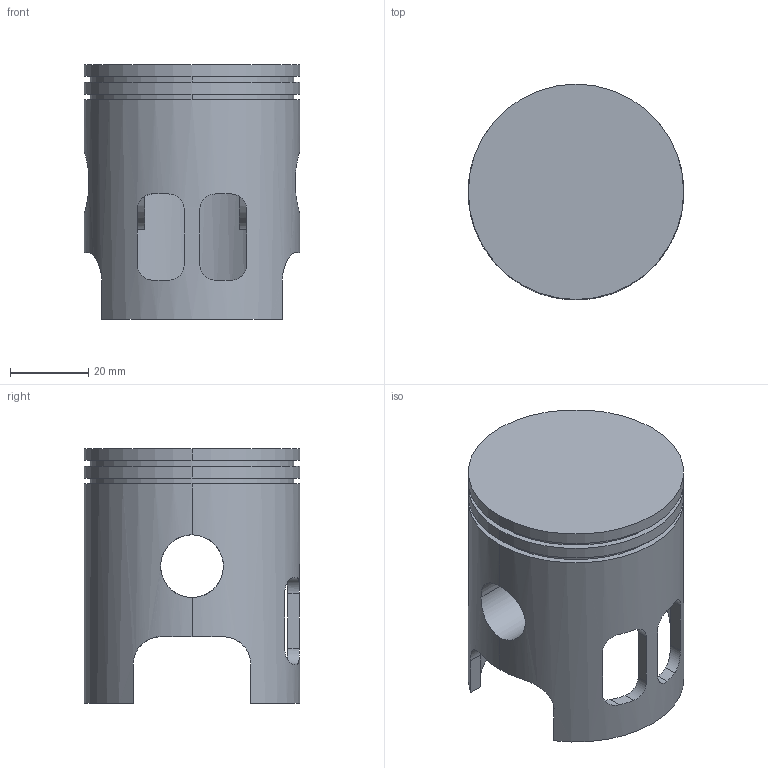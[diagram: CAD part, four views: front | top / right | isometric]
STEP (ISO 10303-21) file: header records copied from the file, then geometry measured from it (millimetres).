
FILE_DESCRIPTION(('STEP AP203'),'1');
FILE_NAME('piston2.stp','2011-03-23T13:39:39',(' '),(' '),'XStep 1.0',' ',' ');
FILE_SCHEMA(('CONFIG_CONTROL_DESIGN'));
Length unit declared in the file: millimetre
Products named in the file (1): 1
Bounding box: 55 x 55 x 65 mm (x, y, z)
Volume: 39485.7 mm3; surface area: 25491.3 mm2
Topology: 1 solids, 1 shells, 66 faces, 176 edges, 114 vertices
Faces by surface type: cylinder 32, plane 24, bspline 8, torus 2
Entity records: 3420 total; most frequent: CARTESIAN_POINT 1777, ORIENTED_EDGE 352, DIRECTION 306, EDGE_CURVE 176, AXIS2_PLACEMENT_3D 119, VERTEX_POINT 114, EDGE_LOOP 76, LINE 68
